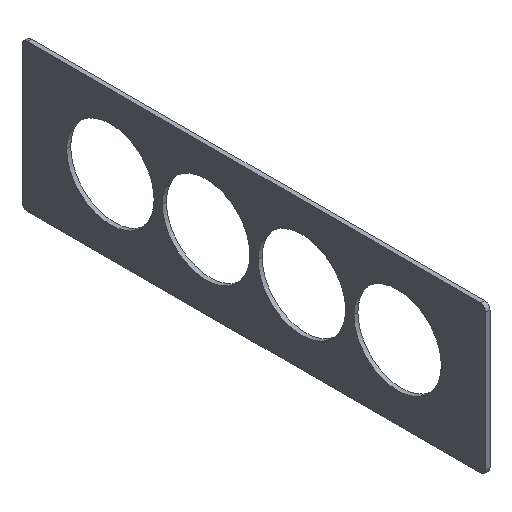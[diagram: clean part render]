
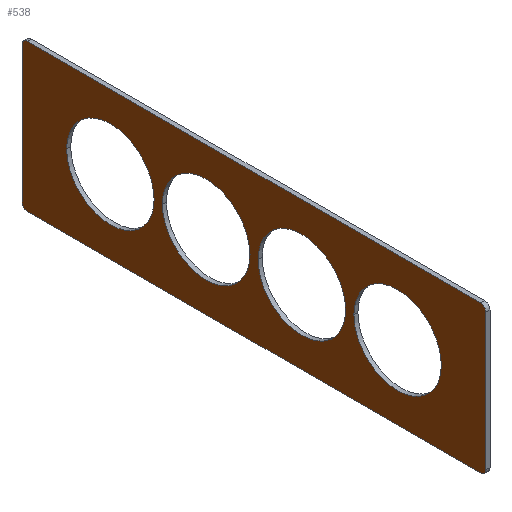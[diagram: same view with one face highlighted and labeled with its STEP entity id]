
A CAD part, isometric view. The second image highlights one B-rep face of the part: STEP entity #538.
In plain terms, the highlighted planar face has unit normal (-1, 0, 0).
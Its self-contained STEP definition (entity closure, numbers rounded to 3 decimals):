
#85=AXIS2_PLACEMENT_3D('Circle Axis2P3D',#83,#84,$) ;
#147=AXIS2_PLACEMENT_3D('Circle Axis2P3D',#145,#146,$) ;
#209=AXIS2_PLACEMENT_3D('Circle Axis2P3D',#207,#208,$) ;
#269=AXIS2_PLACEMENT_3D('Circle Axis2P3D',#267,#268,$) ;
#309=AXIS2_PLACEMENT_3D('Circle Axis2P3D',#307,#308,$) ;
#326=AXIS2_PLACEMENT_3D('Circle Axis2P3D',#324,#325,$) ;
#366=AXIS2_PLACEMENT_3D('Circle Axis2P3D',#364,#365,$) ;
#383=AXIS2_PLACEMENT_3D('Circle Axis2P3D',#381,#382,$) ;
#423=AXIS2_PLACEMENT_3D('Circle Axis2P3D',#421,#422,$) ;
#440=AXIS2_PLACEMENT_3D('Circle Axis2P3D',#438,#439,$) ;
#480=AXIS2_PLACEMENT_3D('Circle Axis2P3D',#478,#479,$) ;
#497=AXIS2_PLACEMENT_3D('Circle Axis2P3D',#495,#496,$) ;
#510=AXIS2_PLACEMENT_3D('Plane Axis2P3D',#507,#508,#509) ;
#40=CARTESIAN_POINT('Vertex',(0.,-123.,-40.)) ;
#45=CARTESIAN_POINT('Line Origine',(0.,0.,-40.)) ;
#49=CARTESIAN_POINT('Vertex',(0.,123.,-40.)) ;
#83=CARTESIAN_POINT('Axis2P3D Location',(0.,123.,-37.)) ;
#87=CARTESIAN_POINT('Vertex',(0.,126.,-37.)) ;
#107=CARTESIAN_POINT('Line Origine',(0.,126.,0.)) ;
#111=CARTESIAN_POINT('Vertex',(0.,126.,37.)) ;
#145=CARTESIAN_POINT('Axis2P3D Location',(0.,123.,37.)) ;
#149=CARTESIAN_POINT('Vertex',(0.,123.,40.)) ;
#173=CARTESIAN_POINT('Vertex',(0.,-123.,40.)) ;
#183=CARTESIAN_POINT('Line Origine',(0.,0.,40.)) ;
#207=CARTESIAN_POINT('Axis2P3D Location',(0.,-123.,37.)) ;
#211=CARTESIAN_POINT('Vertex',(0.,-126.,37.)) ;
#238=CARTESIAN_POINT('Line Origine',(0.,-126.,0.)) ;
#242=CARTESIAN_POINT('Vertex',(0.,-126.,-37.)) ;
#267=CARTESIAN_POINT('Axis2P3D Location',(0.,-123.,-37.)) ;
#290=CARTESIAN_POINT('Vertex',(0.,101.75,0.)) ;
#304=CARTESIAN_POINT('Vertex',(0.,54.25,0.)) ;
#307=CARTESIAN_POINT('Axis2P3D Location',(0.,78.,0.)) ;
#324=CARTESIAN_POINT('Axis2P3D Location',(0.,78.,0.)) ;
#347=CARTESIAN_POINT('Vertex',(0.,-101.75,0.)) ;
#361=CARTESIAN_POINT('Vertex',(0.,-54.25,0.)) ;
#364=CARTESIAN_POINT('Axis2P3D Location',(0.,-78.,0.)) ;
#381=CARTESIAN_POINT('Axis2P3D Location',(0.,-78.,0.)) ;
#404=CARTESIAN_POINT('Vertex',(0.,49.75,0.)) ;
#418=CARTESIAN_POINT('Vertex',(0.,2.25,0.)) ;
#421=CARTESIAN_POINT('Axis2P3D Location',(0.,26.,0.)) ;
#438=CARTESIAN_POINT('Axis2P3D Location',(0.,26.,0.)) ;
#461=CARTESIAN_POINT('Vertex',(0.,-2.25,0.)) ;
#475=CARTESIAN_POINT('Vertex',(0.,-49.75,0.)) ;
#478=CARTESIAN_POINT('Axis2P3D Location',(0.,-26.,0.)) ;
#495=CARTESIAN_POINT('Axis2P3D Location',(0.,-26.,0.)) ;
#507=CARTESIAN_POINT('Axis2P3D Location',(0.,0.,0.)) ;
#46=DIRECTION('Vector Direction',(0.,-1.,0.)) ;
#84=DIRECTION('Axis2P3D Direction',(1.,0.,0.)) ;
#108=DIRECTION('Vector Direction',(0.,0.,1.)) ;
#146=DIRECTION('Axis2P3D Direction',(1.,0.,-0.)) ;
#184=DIRECTION('Vector Direction',(0.,1.,0.)) ;
#208=DIRECTION('Axis2P3D Direction',(1.,0.,0.)) ;
#239=DIRECTION('Vector Direction',(0.,0.,-1.)) ;
#268=DIRECTION('Axis2P3D Direction',(1.,0.,0.)) ;
#308=DIRECTION('Axis2P3D Direction',(1.,0.,0.)) ;
#325=DIRECTION('Axis2P3D Direction',(1.,0.,0.)) ;
#365=DIRECTION('Axis2P3D Direction',(1.,0.,0.)) ;
#382=DIRECTION('Axis2P3D Direction',(1.,0.,0.)) ;
#422=DIRECTION('Axis2P3D Direction',(1.,0.,0.)) ;
#439=DIRECTION('Axis2P3D Direction',(1.,0.,0.)) ;
#479=DIRECTION('Axis2P3D Direction',(1.,0.,0.)) ;
#496=DIRECTION('Axis2P3D Direction',(1.,0.,0.)) ;
#508=DIRECTION('Axis2P3D Direction',(1.,0.,0.)) ;
#509=DIRECTION('Axis2P3D XDirection',(0.,1.,0.)) ;
#47=VECTOR('Line Direction',#46,1.) ;
#109=VECTOR('Line Direction',#108,1.) ;
#185=VECTOR('Line Direction',#184,1.) ;
#240=VECTOR('Line Direction',#239,1.) ;
#513=ORIENTED_EDGE('',*,*,#271,.F.) ;
#514=ORIENTED_EDGE('',*,*,#244,.F.) ;
#515=ORIENTED_EDGE('',*,*,#213,.F.) ;
#516=ORIENTED_EDGE('',*,*,#187,.F.) ;
#517=ORIENTED_EDGE('',*,*,#151,.F.) ;
#518=ORIENTED_EDGE('',*,*,#113,.F.) ;
#519=ORIENTED_EDGE('',*,*,#89,.F.) ;
#520=ORIENTED_EDGE('',*,*,#51,.F.) ;
#523=ORIENTED_EDGE('',*,*,#328,.T.) ;
#524=ORIENTED_EDGE('',*,*,#311,.T.) ;
#527=ORIENTED_EDGE('',*,*,#385,.T.) ;
#528=ORIENTED_EDGE('',*,*,#368,.T.) ;
#531=ORIENTED_EDGE('',*,*,#442,.T.) ;
#532=ORIENTED_EDGE('',*,*,#425,.T.) ;
#535=ORIENTED_EDGE('',*,*,#499,.T.) ;
#536=ORIENTED_EDGE('',*,*,#482,.T.) ;
#525=FACE_BOUND('',#522,.T.) ;
#529=FACE_BOUND('',#526,.T.) ;
#533=FACE_BOUND('',#530,.T.) ;
#537=FACE_BOUND('',#534,.T.) ;
#538=ADVANCED_FACE('Corps principal',(#521,#525,#529,#533,#537),#511,.F.) ;
#86=CIRCLE('generated circle',#85,3.) ;
#148=CIRCLE('generated circle',#147,3.) ;
#210=CIRCLE('generated circle',#209,3.) ;
#270=CIRCLE('generated circle',#269,3.) ;
#310=CIRCLE('generated circle',#309,23.75) ;
#327=CIRCLE('generated circle',#326,23.75) ;
#367=CIRCLE('generated circle',#366,23.75) ;
#384=CIRCLE('generated circle',#383,23.75) ;
#424=CIRCLE('generated circle',#423,23.75) ;
#441=CIRCLE('generated circle',#440,23.75) ;
#481=CIRCLE('generated circle',#480,23.75) ;
#498=CIRCLE('generated circle',#497,23.75) ;
#51=EDGE_CURVE('',#41,#50,#48,.F.) ;
#89=EDGE_CURVE('',#50,#88,#86,.T.) ;
#113=EDGE_CURVE('',#88,#112,#110,.T.) ;
#151=EDGE_CURVE('',#112,#150,#148,.T.) ;
#187=EDGE_CURVE('',#150,#174,#186,.F.) ;
#213=EDGE_CURVE('',#174,#212,#210,.T.) ;
#244=EDGE_CURVE('',#212,#243,#241,.T.) ;
#271=EDGE_CURVE('',#243,#41,#270,.T.) ;
#311=EDGE_CURVE('',#291,#305,#310,.T.) ;
#328=EDGE_CURVE('',#305,#291,#327,.T.) ;
#368=EDGE_CURVE('',#348,#362,#367,.T.) ;
#385=EDGE_CURVE('',#362,#348,#384,.T.) ;
#425=EDGE_CURVE('',#405,#419,#424,.T.) ;
#442=EDGE_CURVE('',#419,#405,#441,.T.) ;
#482=EDGE_CURVE('',#462,#476,#481,.T.) ;
#499=EDGE_CURVE('',#476,#462,#498,.T.) ;
#512=EDGE_LOOP('',(#513,#514,#515,#516,#517,#518,#519,#520)) ;
#522=EDGE_LOOP('',(#523,#524)) ;
#526=EDGE_LOOP('',(#527,#528)) ;
#530=EDGE_LOOP('',(#531,#532)) ;
#534=EDGE_LOOP('',(#535,#536)) ;
#521=FACE_OUTER_BOUND('',#512,.T.) ;
#48=LINE('Line',#45,#47) ;
#110=LINE('Line',#107,#109) ;
#186=LINE('Line',#183,#185) ;
#241=LINE('Line',#238,#240) ;
#511=PLANE('',#510) ;
#41=VERTEX_POINT('',#40) ;
#50=VERTEX_POINT('',#49) ;
#88=VERTEX_POINT('',#87) ;
#112=VERTEX_POINT('',#111) ;
#150=VERTEX_POINT('',#149) ;
#174=VERTEX_POINT('',#173) ;
#212=VERTEX_POINT('',#211) ;
#243=VERTEX_POINT('',#242) ;
#291=VERTEX_POINT('',#290) ;
#305=VERTEX_POINT('',#304) ;
#348=VERTEX_POINT('',#347) ;
#362=VERTEX_POINT('',#361) ;
#405=VERTEX_POINT('',#404) ;
#419=VERTEX_POINT('',#418) ;
#462=VERTEX_POINT('',#461) ;
#476=VERTEX_POINT('',#475) ;
